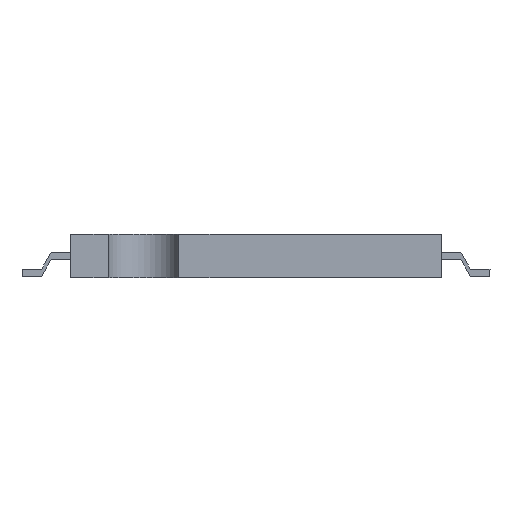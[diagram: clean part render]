
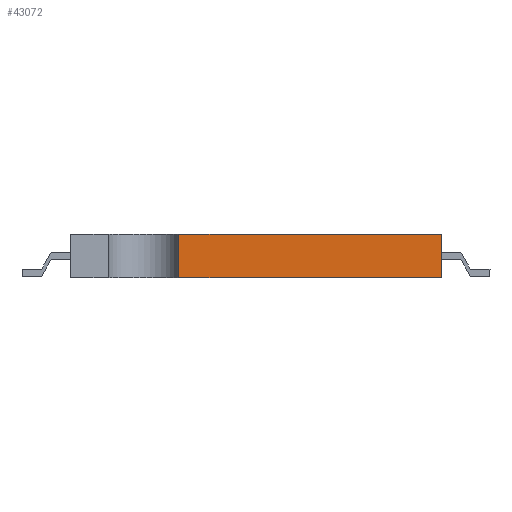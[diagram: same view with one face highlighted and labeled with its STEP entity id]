
A CAD part, front view. The second image highlights one B-rep face of the part: STEP entity #43072.
In plain terms, the highlighted planar face has unit normal (0, -1, 0).
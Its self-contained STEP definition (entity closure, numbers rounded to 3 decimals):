
#42473 = PLANE('',#42474);
#42474 = AXIS2_PLACEMENT_3D('',#42475,#42476,#42477);
#42475 = CARTESIAN_POINT('',(5.08,10.348,0.));
#42476 = DIRECTION('',(0.,0.,-1.));
#42477 = DIRECTION('',(-1.,0.,0.));
#42529 = PLANE('',#42530);
#42530 = AXIS2_PLACEMENT_3D('',#42531,#42532,#42533);
#42531 = CARTESIAN_POINT('',(5.08,10.348,1.2));
#42532 = DIRECTION('',(0.,0.,-1.));
#42533 = DIRECTION('',(-1.,0.,0.));
#42677 = VERTEX_POINT('',#42678);
#42678 = CARTESIAN_POINT('',(10.16,-0.752,0.));
#42692 = PLANE('',#42693);
#42693 = AXIS2_PLACEMENT_3D('',#42694,#42695,#42696);
#42694 = CARTESIAN_POINT('',(10.16,21.448,0.));
#42695 = DIRECTION('',(1.,0.,0.));
#42696 = DIRECTION('',(0.,-1.,0.));
#42704 = EDGE_CURVE('',#42677,#42705,#42707,.T.);
#42705 = VERTEX_POINT('',#42706);
#42706 = CARTESIAN_POINT('',(2.969,-0.752,0.));
#42707 = SURFACE_CURVE('',#42708,(#42712,#42719),.PCURVE_S1.);
#42708 = LINE('',#42709,#42710);
#42709 = CARTESIAN_POINT('',(10.16,-0.752,0.));
#42710 = VECTOR('',#42711,1.);
#42711 = DIRECTION('',(-1.,0.,0.));
#42712 = PCURVE('',#42473,#42713);
#42713 = DEFINITIONAL_REPRESENTATION('',(#42714),#42718);
#42714 = LINE('',#42715,#42716);
#42715 = CARTESIAN_POINT('',(-5.08,-11.1));
#42716 = VECTOR('',#42717,1.);
#42717 = DIRECTION('',(1.,0.));
#42718 = ( GEOMETRIC_REPRESENTATION_CONTEXT(2) 
PARAMETRIC_REPRESENTATION_CONTEXT() REPRESENTATION_CONTEXT('2D SPACE',''
  ) );
#42719 = PCURVE('',#42720,#42725);
#42720 = PLANE('',#42721);
#42721 = AXIS2_PLACEMENT_3D('',#42722,#42723,#42724);
#42722 = CARTESIAN_POINT('',(10.16,-0.752,0.));
#42723 = DIRECTION('',(0.,-1.,0.));
#42724 = DIRECTION('',(-1.,0.,0.));
#42725 = DEFINITIONAL_REPRESENTATION('',(#42726),#42730);
#42726 = LINE('',#42727,#42728);
#42727 = CARTESIAN_POINT('',(0.,0.));
#42728 = VECTOR('',#42729,1.);
#42729 = DIRECTION('',(1.,0.));
#42730 = ( GEOMETRIC_REPRESENTATION_CONTEXT(2) 
PARAMETRIC_REPRESENTATION_CONTEXT() REPRESENTATION_CONTEXT('2D SPACE',''
  ) );
#42751 = CYLINDRICAL_SURFACE('',#42752,1.);
#42752 = AXIS2_PLACEMENT_3D('',#42753,#42754,#42755);
#42753 = CARTESIAN_POINT('',(2.,-1.,0.));
#42754 = DIRECTION('',(0.,0.,1.));
#42755 = DIRECTION('',(1.,0.,0.));
#42890 = VERTEX_POINT('',#42891);
#42891 = CARTESIAN_POINT('',(10.16,-0.752,1.2));
#42912 = EDGE_CURVE('',#42890,#42913,#42915,.T.);
#42913 = VERTEX_POINT('',#42914);
#42914 = CARTESIAN_POINT('',(2.969,-0.752,1.2));
#42915 = SURFACE_CURVE('',#42916,(#42920,#42927),.PCURVE_S1.);
#42916 = LINE('',#42917,#42918);
#42917 = CARTESIAN_POINT('',(10.16,-0.752,1.2));
#42918 = VECTOR('',#42919,1.);
#42919 = DIRECTION('',(-1.,0.,0.));
#42920 = PCURVE('',#42529,#42921);
#42921 = DEFINITIONAL_REPRESENTATION('',(#42922),#42926);
#42922 = LINE('',#42923,#42924);
#42923 = CARTESIAN_POINT('',(-5.08,-11.1));
#42924 = VECTOR('',#42925,1.);
#42925 = DIRECTION('',(1.,0.));
#42926 = ( GEOMETRIC_REPRESENTATION_CONTEXT(2) 
PARAMETRIC_REPRESENTATION_CONTEXT() REPRESENTATION_CONTEXT('2D SPACE',''
  ) );
#42927 = PCURVE('',#42720,#42928);
#42928 = DEFINITIONAL_REPRESENTATION('',(#42929),#42933);
#42929 = LINE('',#42930,#42931);
#42930 = CARTESIAN_POINT('',(0.,-1.2));
#42931 = VECTOR('',#42932,1.);
#42932 = DIRECTION('',(1.,0.));
#42933 = ( GEOMETRIC_REPRESENTATION_CONTEXT(2) 
PARAMETRIC_REPRESENTATION_CONTEXT() REPRESENTATION_CONTEXT('2D SPACE',''
  ) );
#43051 = EDGE_CURVE('',#42705,#42913,#43052,.T.);
#43052 = SURFACE_CURVE('',#43053,(#43057,#43063),.PCURVE_S1.);
#43053 = LINE('',#43054,#43055);
#43054 = CARTESIAN_POINT('',(2.969,-0.752,0.));
#43055 = VECTOR('',#43056,1.);
#43056 = DIRECTION('',(0.,0.,1.));
#43057 = PCURVE('',#42751,#43058);
#43058 = DEFINITIONAL_REPRESENTATION('',(#43059),#43062);
#43059 = B_SPLINE_CURVE_WITH_KNOTS('',1,(#43060,#43061),.UNSPECIFIED.,
  .F.,.F.,(2,2),(0.,1.32),.PIECEWISE_BEZIER_KNOTS.);
#43060 = CARTESIAN_POINT('',(0.251,0.));
#43061 = CARTESIAN_POINT('',(0.251,1.32));
#43062 = ( GEOMETRIC_REPRESENTATION_CONTEXT(2) 
PARAMETRIC_REPRESENTATION_CONTEXT() REPRESENTATION_CONTEXT('2D SPACE',''
  ) );
#43063 = PCURVE('',#42720,#43064);
#43064 = DEFINITIONAL_REPRESENTATION('',(#43065),#43068);
#43065 = B_SPLINE_CURVE_WITH_KNOTS('',1,(#43066,#43067),.UNSPECIFIED.,
  .F.,.F.,(2,2),(0.,1.32),.PIECEWISE_BEZIER_KNOTS.);
#43066 = CARTESIAN_POINT('',(7.191,0.));
#43067 = CARTESIAN_POINT('',(7.191,-1.32));
#43068 = ( GEOMETRIC_REPRESENTATION_CONTEXT(2) 
PARAMETRIC_REPRESENTATION_CONTEXT() REPRESENTATION_CONTEXT('2D SPACE',''
  ) );
#43072 = ADVANCED_FACE('',(#43073),#42720,.T.);
#43073 = FACE_BOUND('',#43074,.T.);
#43074 = EDGE_LOOP('',(#43075,#43076,#43097,#43098));
#43075 = ORIENTED_EDGE('',*,*,#42704,.F.);
#43076 = ORIENTED_EDGE('',*,*,#43077,.T.);
#43077 = EDGE_CURVE('',#42677,#42890,#43078,.T.);
#43078 = SURFACE_CURVE('',#43079,(#43083,#43090),.PCURVE_S1.);
#43079 = LINE('',#43080,#43081);
#43080 = CARTESIAN_POINT('',(10.16,-0.752,0.));
#43081 = VECTOR('',#43082,1.);
#43082 = DIRECTION('',(0.,0.,1.));
#43083 = PCURVE('',#42720,#43084);
#43084 = DEFINITIONAL_REPRESENTATION('',(#43085),#43089);
#43085 = LINE('',#43086,#43087);
#43086 = CARTESIAN_POINT('',(0.,0.));
#43087 = VECTOR('',#43088,1.);
#43088 = DIRECTION('',(0.,-1.));
#43089 = ( GEOMETRIC_REPRESENTATION_CONTEXT(2) 
PARAMETRIC_REPRESENTATION_CONTEXT() REPRESENTATION_CONTEXT('2D SPACE',''
  ) );
#43090 = PCURVE('',#42692,#43091);
#43091 = DEFINITIONAL_REPRESENTATION('',(#43092),#43096);
#43092 = LINE('',#43093,#43094);
#43093 = CARTESIAN_POINT('',(22.2,0.));
#43094 = VECTOR('',#43095,1.);
#43095 = DIRECTION('',(0.,-1.));
#43096 = ( GEOMETRIC_REPRESENTATION_CONTEXT(2) 
PARAMETRIC_REPRESENTATION_CONTEXT() REPRESENTATION_CONTEXT('2D SPACE',''
  ) );
#43097 = ORIENTED_EDGE('',*,*,#42912,.T.);
#43098 = ORIENTED_EDGE('',*,*,#43051,.F.);
